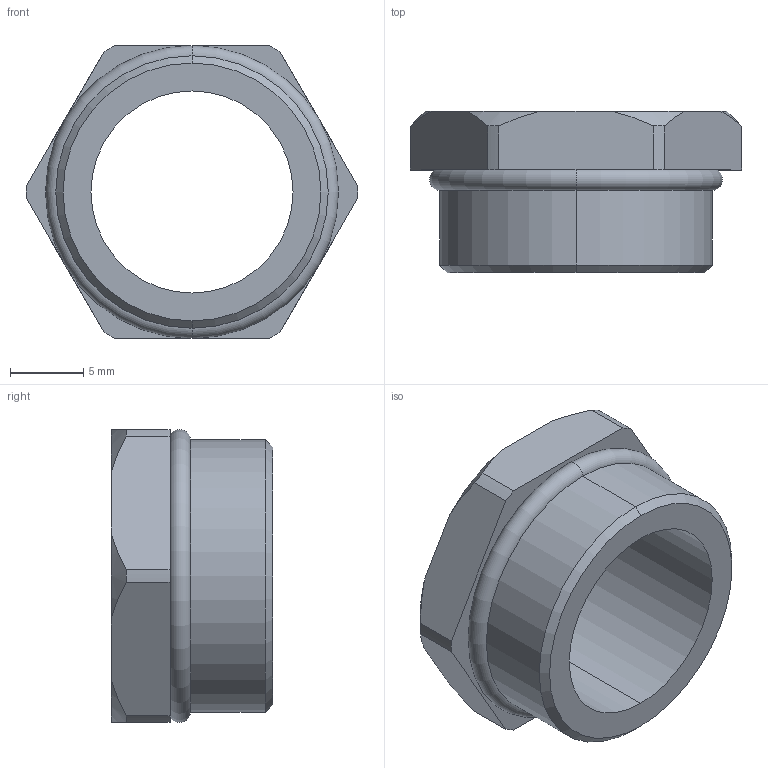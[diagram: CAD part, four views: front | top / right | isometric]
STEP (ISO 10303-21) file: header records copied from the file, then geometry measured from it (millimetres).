
FILE_DESCRIPTION (( 'STEP AP203' ), '1' );
FILE_NAME ('WNSC-PG11PG9.STP', '2017-10-18T02:22:29', ( '微软用户' ), ( '微软中国' ), 'SwSTEP 2.0', 'SolidWorks 2012', '' );
FILE_SCHEMA (( 'CONFIG_CONTROL_DESIGN' ));
Length unit declared in the file: millimetre
Products named in the file (1): WNSC-PG11PG9
Bounding box: 22.6 x 11 x 20 mm (x, y, z)
Volume: 1673.3 mm3; surface area: 1538.9 mm2
Topology: 1 solids, 1 shells, 29 faces, 74 edges, 48 vertices
Faces by surface type: cylinder 10, plane 9, cone 8, torus 2
Entity records: 1005 total; most frequent: CARTESIAN_POINT 212, DIRECTION 154, ORIENTED_EDGE 148, EDGE_CURVE 74, AXIS2_PLACEMENT_3D 62, VERTEX_POINT 48, CIRCLE 32, EDGE_LOOP 32
